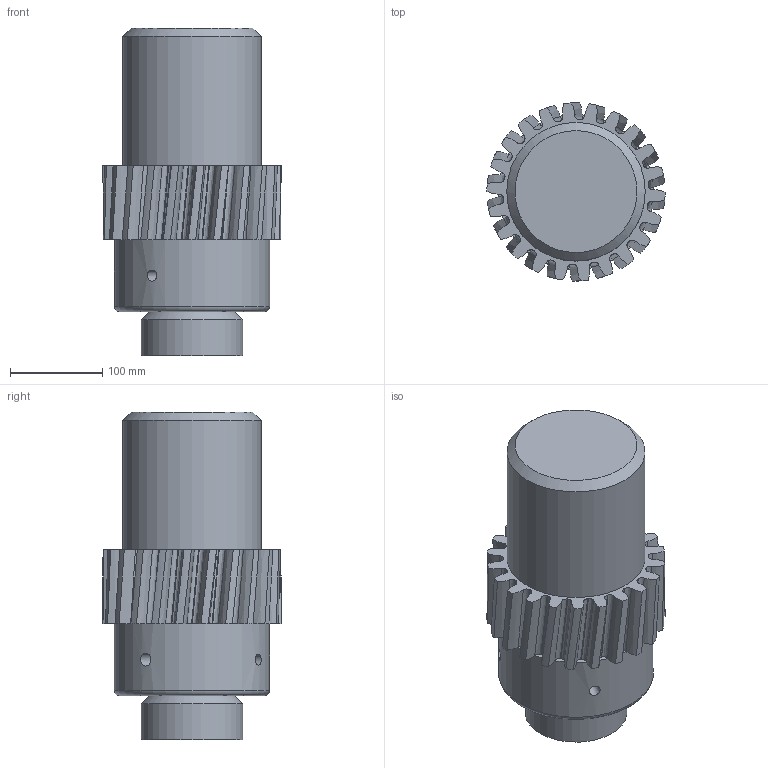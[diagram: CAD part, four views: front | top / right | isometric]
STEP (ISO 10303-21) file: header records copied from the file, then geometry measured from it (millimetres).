
FILE_DESCRIPTION(/* description */ (''),/* implementation_level */ '2;1');
FILE_NAME(/* name */ '2_big_.stp',/* time_stamp */ '2023-03-28T10:12:26+02:00',/* author */ (''),/* organization */ (''),/* preprocessor_version */ 'ST-DEVELOPER v18.102',/* originating_system */ 'SIEMENS PLM Software NX2206.1700',/* authorisation */ '');
FILE_SCHEMA (('AUTOMOTIVE_DESIGN { 1 0 10303 214 3 1 1 1 }'));
Length unit declared in the file: millimetre
Products named in the file (1): ex
Bounding box: 193.01 x 193 x 355 mm (x, y, z)
Volume: 6710162.6 mm3; surface area: 364477.9 mm2
Topology: 4 solids, 4 shells, 152 faces, 421 edges, 280 vertices
Faces by surface type: bspline 66, cone 46, cylinder 28, plane 11, torus 1
Full cylindrical faces by diameter (mm): 12 x1, 14 x2, 110 x1, 150 x1, 168 x1
Entity records: 6743 total; most frequent: CARTESIAN_POINT 3380, ORIENTED_EDGE 822, DIRECTION 546, EDGE_CURVE 411, VERTEX_POINT 279, AXIS2_PLACEMENT_3D 273, B_SPLINE_CURVE_WITH_KNOTS 225, EDGE_LOOP 164
